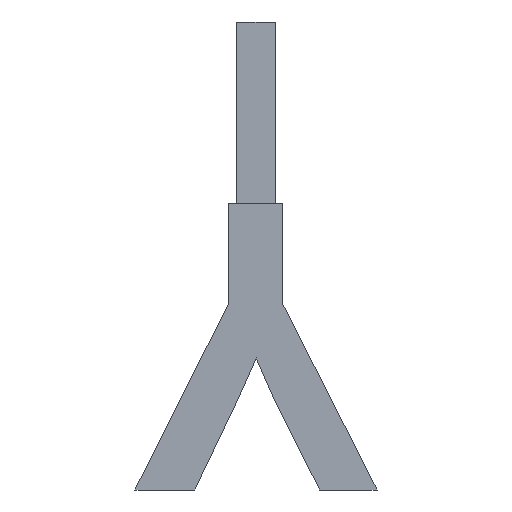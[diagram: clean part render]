
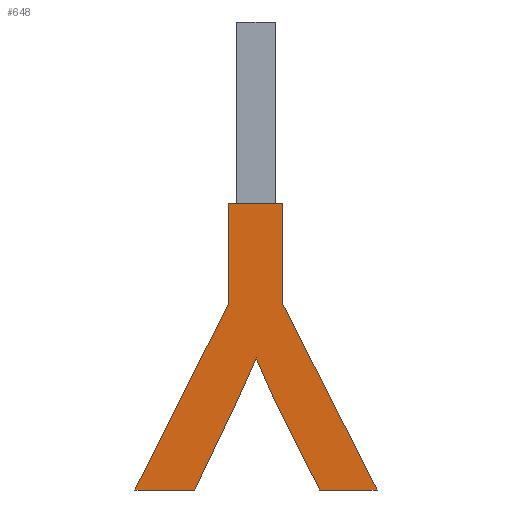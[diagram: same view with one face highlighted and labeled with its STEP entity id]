
A CAD part, front view. The second image highlights one B-rep face of the part: STEP entity #648.
In plain terms, the highlighted planar face has unit normal (0, -1, 0).
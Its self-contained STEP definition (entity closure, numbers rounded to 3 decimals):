
#28=FACE_OUTER_BOUND('',#64,.T.);
#64=EDGE_LOOP('',(#447,#448,#449,#450,#451,#452,#453,#454,#455,#456,#457));
#109=LINE('',#930,#199);
#110=LINE('',#932,#200);
#111=LINE('',#934,#201);
#112=LINE('',#936,#202);
#113=LINE('',#938,#203);
#114=LINE('',#940,#204);
#115=LINE('',#942,#205);
#116=LINE('',#944,#206);
#117=LINE('',#946,#207);
#118=LINE('',#948,#208);
#119=LINE('',#949,#209);
#199=VECTOR('',#760,10.);
#200=VECTOR('',#761,10.);
#201=VECTOR('',#762,10.);
#202=VECTOR('',#763,10.);
#203=VECTOR('',#764,10.);
#204=VECTOR('',#765,10.);
#205=VECTOR('',#766,10.);
#206=VECTOR('',#767,10.);
#207=VECTOR('',#768,10.);
#208=VECTOR('',#769,10.);
#209=VECTOR('',#770,10.);
#285=VERTEX_POINT('',#928);
#286=VERTEX_POINT('',#929);
#287=VERTEX_POINT('',#931);
#288=VERTEX_POINT('',#933);
#289=VERTEX_POINT('',#935);
#290=VERTEX_POINT('',#937);
#291=VERTEX_POINT('',#939);
#292=VERTEX_POINT('',#941);
#293=VERTEX_POINT('',#943);
#294=VERTEX_POINT('',#945);
#295=VERTEX_POINT('',#947);
#349=EDGE_CURVE('',#285,#286,#109,.T.);
#350=EDGE_CURVE('',#286,#287,#110,.T.);
#351=EDGE_CURVE('',#287,#288,#111,.T.);
#352=EDGE_CURVE('',#288,#289,#112,.T.);
#353=EDGE_CURVE('',#289,#290,#113,.T.);
#354=EDGE_CURVE('',#290,#291,#114,.T.);
#355=EDGE_CURVE('',#291,#292,#115,.T.);
#356=EDGE_CURVE('',#292,#293,#116,.T.);
#357=EDGE_CURVE('',#293,#294,#117,.T.);
#358=EDGE_CURVE('',#294,#295,#118,.T.);
#359=EDGE_CURVE('',#295,#285,#119,.T.);
#447=ORIENTED_EDGE('',*,*,#349,.T.);
#448=ORIENTED_EDGE('',*,*,#350,.T.);
#449=ORIENTED_EDGE('',*,*,#351,.T.);
#450=ORIENTED_EDGE('',*,*,#352,.T.);
#451=ORIENTED_EDGE('',*,*,#353,.T.);
#452=ORIENTED_EDGE('',*,*,#354,.T.);
#453=ORIENTED_EDGE('',*,*,#355,.T.);
#454=ORIENTED_EDGE('',*,*,#356,.T.);
#455=ORIENTED_EDGE('',*,*,#357,.T.);
#456=ORIENTED_EDGE('',*,*,#358,.T.);
#457=ORIENTED_EDGE('',*,*,#359,.T.);
#612=PLANE('',#700);
#648=ADVANCED_FACE('',(#28),#612,.T.);
#700=AXIS2_PLACEMENT_3D('',#927,#758,#759);
#758=DIRECTION('center_axis',(0.,-1.,0.));
#759=DIRECTION('ref_axis',(0.,0.,-1.));
#760=DIRECTION('',(-0.453,0.,0.891));
#761=DIRECTION('',(0.,0.,1.));
#762=DIRECTION('',(-1.,0.,0.));
#763=DIRECTION('',(0.,0.,-1.));
#764=DIRECTION('',(-0.449,0.,-0.894));
#765=DIRECTION('',(1.,0.,0.));
#766=DIRECTION('',(0.429,0.,0.903));
#767=DIRECTION('',(0.406,0.,0.914));
#768=DIRECTION('',(0.396,0.,-0.918));
#769=DIRECTION('',(0.451,0.,-0.893));
#770=DIRECTION('',(1.,0.,0.));
#927=CARTESIAN_POINT('Origin',(13.125,-3.,15.));
#928=CARTESIAN_POINT('',(25.795,-3.,0.));
#929=CARTESIAN_POINT('',(15.948,-3.,19.373));
#930=CARTESIAN_POINT('',(25.795,-3.,0.));
#931=CARTESIAN_POINT('',(15.948,-3.,30.));
#932=CARTESIAN_POINT('',(15.948,-3.,19.373));
#933=CARTESIAN_POINT('',(10.21,-3.,30.));
#934=CARTESIAN_POINT('',(15.948,-3.,30.));
#935=CARTESIAN_POINT('',(10.21,-3.,19.419));
#936=CARTESIAN_POINT('',(10.21,-3.,30.));
#937=CARTESIAN_POINT('',(0.455,-3.,0.));
#938=CARTESIAN_POINT('',(10.21,-3.,19.419));
#939=CARTESIAN_POINT('',(6.721,-3.,0.));
#940=CARTESIAN_POINT('',(0.455,-3.,0.));
#941=CARTESIAN_POINT('',(11.128,-3.,9.273));
#942=CARTESIAN_POINT('',(6.721,-3.,0.));
#943=CARTESIAN_POINT('',(13.148,-3.,13.818));
#944=CARTESIAN_POINT('',(11.128,-3.,9.273));
#945=CARTESIAN_POINT('',(15.168,-3.,9.135));
#946=CARTESIAN_POINT('',(13.148,-3.,13.818));
#947=CARTESIAN_POINT('',(19.781,-3.,0.));
#948=CARTESIAN_POINT('',(15.168,-3.,9.135));
#949=CARTESIAN_POINT('',(19.781,-3.,0.));
